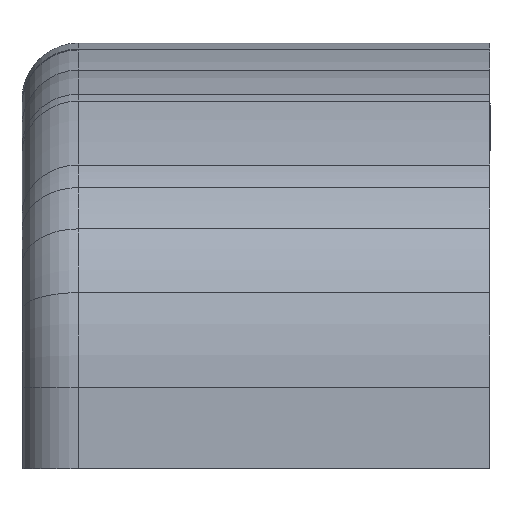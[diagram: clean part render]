
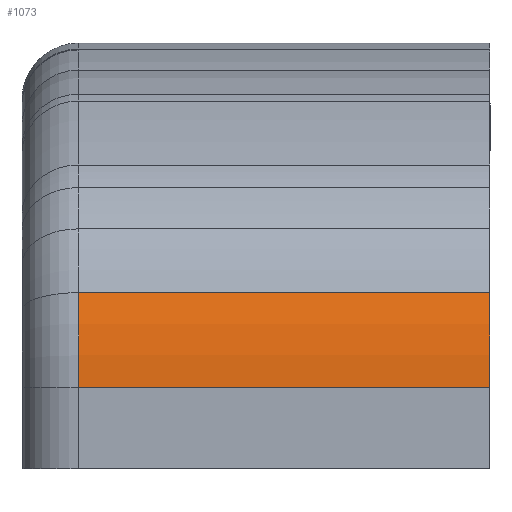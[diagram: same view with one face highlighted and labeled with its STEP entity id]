
A CAD part, left-side view. The second image highlights one B-rep face of the part: STEP entity #1073.
In plain terms, the highlighted cylindrical face has radius 10.881 mm (diameter 21.762 mm), a partial arc.
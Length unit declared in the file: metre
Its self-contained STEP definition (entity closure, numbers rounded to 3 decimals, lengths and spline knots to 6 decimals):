
#103=FACE_OUTER_BOUND('',#170,.T.);
#170=EDGE_LOOP('',(#849,#850,#851,#852));
#213=LINE('',#1990,#262);
#214=LINE('',#1994,#263);
#262=VECTOR('',#1626,0.01);
#263=VECTOR('',#1631,0.01);
#372=CIRCLE('',#1243,0.010881);
#391=CIRCLE('',#1279,0.010881);
#462=VERTEX_POINT('',#1904);
#464=VERTEX_POINT('',#1910);
#484=VERTEX_POINT('',#1989);
#485=VERTEX_POINT('',#1993);
#589=EDGE_CURVE('',#464,#462,#372,.T.);
#626=EDGE_CURVE('',#462,#484,#213,.T.);
#628=EDGE_CURVE('',#485,#464,#214,.T.);
#629=EDGE_CURVE('',#485,#484,#391,.T.);
#849=ORIENTED_EDGE('',*,*,#589,.F.);
#850=ORIENTED_EDGE('',*,*,#628,.F.);
#851=ORIENTED_EDGE('',*,*,#629,.T.);
#852=ORIENTED_EDGE('',*,*,#626,.F.);
#1016=CYLINDRICAL_SURFACE('',#1278,0.010881);
#1073=ADVANCED_FACE('',(#103),#1016,.T.);
#1243=AXIS2_PLACEMENT_3D('',#1912,#1540,#1541);
#1278=AXIS2_PLACEMENT_3D('',#1992,#1629,#1630);
#1279=AXIS2_PLACEMENT_3D('',#1995,#1632,#1633);
#1540=DIRECTION('center_axis',(0.,1.,0.));
#1541=DIRECTION('ref_axis',(-0.988,0.,0.155));
#1626=DIRECTION('',(0.,-1.,0.));
#1629=DIRECTION('center_axis',(0.,1.,0.));
#1630=DIRECTION('ref_axis',(-1.,0.,0.));
#1631=DIRECTION('',(0.,1.,0.));
#1632=DIRECTION('center_axis',(0.,1.,0.));
#1633=DIRECTION('ref_axis',(-1.,0.,0.));
#1904=CARTESIAN_POINT('',(-0.037765,0.0145,0.008006));
#1910=CARTESIAN_POINT('',(-0.038291,0.0145,0.004666));
#1912=CARTESIAN_POINT('Origin',(-0.02741,0.0145,
0.004666));
#1989=CARTESIAN_POINT('',(-0.037765,0.000001,0.008006));
#1990=CARTESIAN_POINT('',(-0.037765,0.000001,0.008006));
#1992=CARTESIAN_POINT('Origin',(-0.02741,0.000001,
0.004666));
#1993=CARTESIAN_POINT('',(-0.038291,0.000001,0.004666));
#1994=CARTESIAN_POINT('',(-0.038291,0.000001,0.004666));
#1995=CARTESIAN_POINT('Origin',(-0.02741,0.000001,
0.004666));
